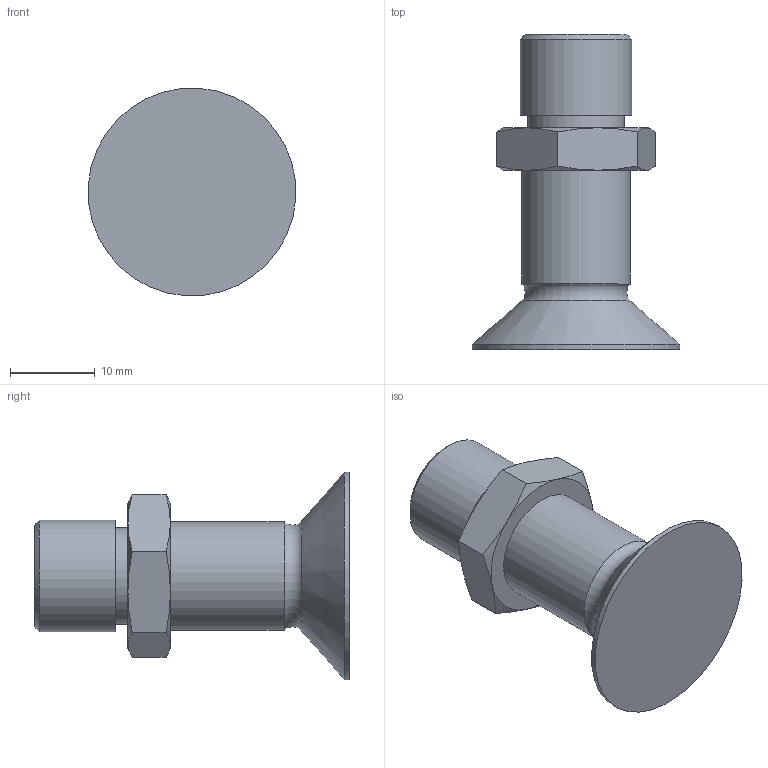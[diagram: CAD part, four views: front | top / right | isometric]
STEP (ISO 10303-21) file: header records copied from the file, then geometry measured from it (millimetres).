
FILE_DESCRIPTION(/* description */ (''),/* implementation_level */ '2;1');
FILE_NAME(/* name */ 'vc25sb_rac3r1-4m.stp',/* time_stamp */ '2020-09-18T13:40:13+02:00',/* author */ ('enginyeria'),/* organization */ (''),/* preprocessor_version */ 'ST-DEVELOPER v17.2',/* originating_system */ 'Autodesk Inventor 2019',/* authorisation */ '');
FILE_SCHEMA (('CONFIG_CONTROL_DESIGN'));
Length unit declared in the file: millimetre
Products named in the file (1): vc25sb_rac3r1-4m
Bounding box: 24.44 x 37.09 x 24.44 mm (x, y, z)
Volume: 6149.2 mm3; surface area: 2987.3 mm2
Topology: 1 solids, 2 shells, 36 faces, 84 edges, 56 vertices
Faces by surface type: cone 15, plane 14, cylinder 6, torus 1
Full cylindrical faces by diameter (mm): 3 x1, 5.998 x1, 11.429 x1, 12.795 x1, 13.157 x1, 24.49 x1
Entity records: 1082 total; most frequent: CARTESIAN_POINT 225, DIRECTION 179, ORIENTED_EDGE 168, EDGE_CURVE 84, AXIS2_PLACEMENT_3D 82, VERTEX_POINT 56, CIRCLE 45, EDGE_LOOP 40
